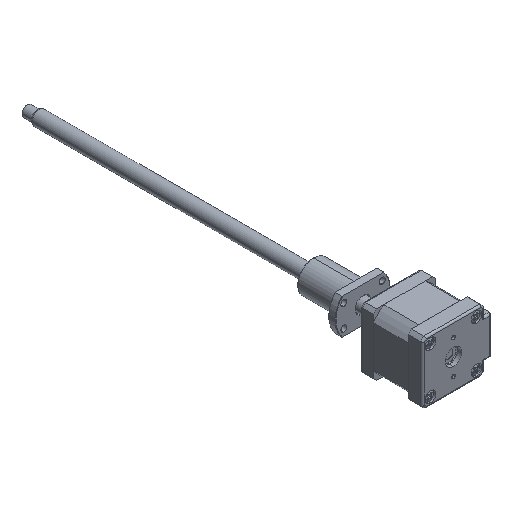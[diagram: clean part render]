
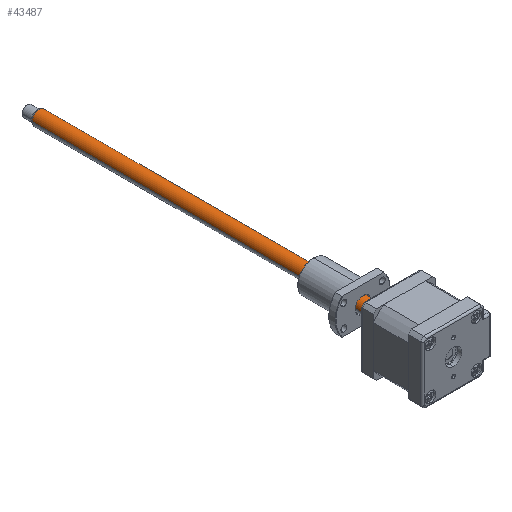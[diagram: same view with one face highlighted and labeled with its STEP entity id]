
A CAD part, isometric view. The second image highlights one B-rep face of the part: STEP entity #43487.
In plain terms, the highlighted cylindrical face has radius 4 mm (diameter 8 mm), a partial arc.
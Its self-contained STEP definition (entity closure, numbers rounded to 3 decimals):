
#932 = CARTESIAN_POINT ( 'NONE',  ( -4.709, 214.993, 16.638 ) ) ;
#4352 = CARTESIAN_POINT ( 'NONE',  ( -0.709, 214.993, 16.638 ) ) ;
#5973 = DIRECTION ( 'NONE',  ( 0., -1., 0. ) ) ;
#7051 = LINE ( 'NONE', #21213, #25595 ) ;
#9340 = VERTEX_POINT ( 'NONE', #15660 ) ;
#12114 = DIRECTION ( 'NONE',  ( 0., -1., 0. ) ) ;
#12122 = CIRCLE ( 'NONE', #37987, 4. ) ;
#12250 = VERTEX_POINT ( 'NONE', #30797 ) ;
#12799 = DIRECTION ( 'NONE',  ( -1., 0., 0. ) ) ;
#13511 = VERTEX_POINT ( 'NONE', #16509 ) ;
#13949 = FACE_OUTER_BOUND ( 'NONE', #21468, .T. ) ;
#14323 = VECTOR ( 'NONE', #31710, 1000. ) ;
#15565 = EDGE_CURVE ( 'NONE', #22956, #13511, #7051, .T. ) ;
#15660 = CARTESIAN_POINT ( 'NONE',  ( -8.709, 15.993, 16.638 ) ) ;
#16509 = CARTESIAN_POINT ( 'NONE',  ( -0.709, 15.993, 16.638 ) ) ;
#18874 = CARTESIAN_POINT ( 'NONE',  ( -8.709, 215.993, 16.638 ) ) ;
#20974 = ORIENTED_EDGE ( 'NONE', *, *, #35376, .F. ) ;
#21213 = CARTESIAN_POINT ( 'NONE',  ( -0.709, 215.993, 16.638 ) ) ;
#21468 = EDGE_LOOP ( 'NONE', ( #43226, #31385, #29998, #20974 ) ) ;
#22956 = VERTEX_POINT ( 'NONE', #4352 ) ;
#23239 = AXIS2_PLACEMENT_3D ( 'NONE', #42811, #12114, #36897 ) ;
#24256 = AXIS2_PLACEMENT_3D ( 'NONE', #29648, #5973, #12799 ) ;
#24677 = DIRECTION ( 'NONE',  ( 0., -1., 0. ) ) ;
#25595 = VECTOR ( 'NONE', #38055, 1000. ) ;
#26868 = EDGE_CURVE ( 'NONE', #22956, #12250, #12122, .T. ) ;
#29648 = CARTESIAN_POINT ( 'NONE',  ( -4.709, 15.993, 16.638 ) ) ;
#29998 = ORIENTED_EDGE ( 'NONE', *, *, #32675, .T. ) ;
#30797 = CARTESIAN_POINT ( 'NONE',  ( -8.709, 214.993, 16.638 ) ) ;
#31385 = ORIENTED_EDGE ( 'NONE', *, *, #26868, .T. ) ;
#31588 = DIRECTION ( 'NONE',  ( 1., 0., 0. ) ) ;
#31710 = DIRECTION ( 'NONE',  ( 0., -1., 0. ) ) ;
#32675 = EDGE_CURVE ( 'NONE', #12250, #9340, #42295, .T. ) ;
#35376 = EDGE_CURVE ( 'NONE', #13511, #9340, #37484, .T. ) ;
#36621 = CYLINDRICAL_SURFACE ( 'NONE', #23239, 4. ) ;
#36897 = DIRECTION ( 'NONE',  ( -1., 0., 0. ) ) ;
#37484 = CIRCLE ( 'NONE', #24256, 4. ) ;
#37987 = AXIS2_PLACEMENT_3D ( 'NONE', #932, #24677, #31588 ) ;
#38055 = DIRECTION ( 'NONE',  ( 0., -1., 0. ) ) ;
#42295 = LINE ( 'NONE', #18874, #14323 ) ;
#42811 = CARTESIAN_POINT ( 'NONE',  ( -4.709, 215.993, 16.638 ) ) ;
#43226 = ORIENTED_EDGE ( 'NONE', *, *, #15565, .F. ) ;
#43487 = ADVANCED_FACE ( 'NONE', ( #13949 ), #36621, .T. ) ;
